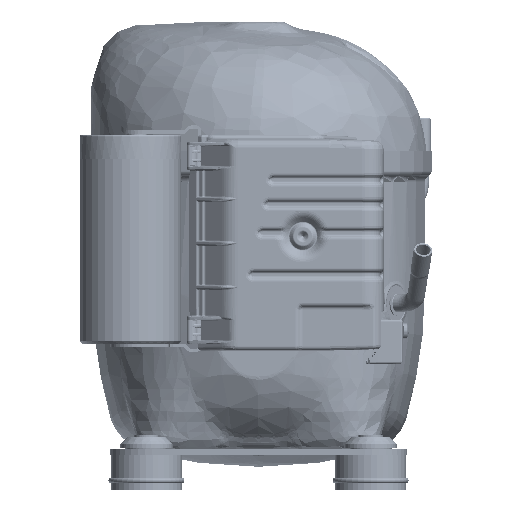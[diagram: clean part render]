
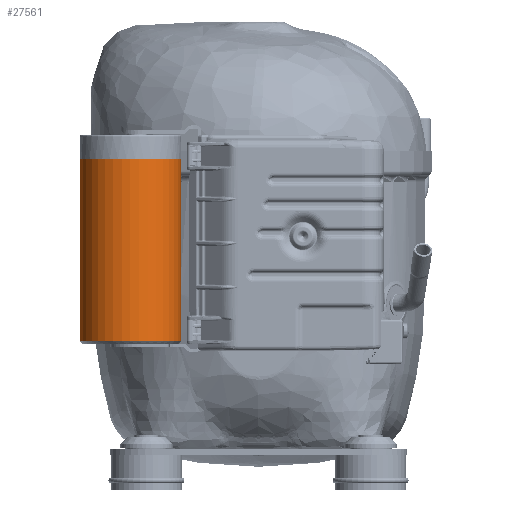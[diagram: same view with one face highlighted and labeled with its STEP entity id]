
A CAD part, front view. The second image highlights one B-rep face of the part: STEP entity #27561.
In plain terms, the highlighted cylindrical face has radius 23 mm (diameter 46 mm), a full revolution.
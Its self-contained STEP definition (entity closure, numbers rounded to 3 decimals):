
#21539=FACE_BOUND('',#41095,.T.);
#21540=FACE_BOUND('',#41096,.T.);
#27561=ADVANCED_FACE('',(#21539,#21540),#28911,.T.);
#28911=CYLINDRICAL_SURFACE('',#109698,23.);
#41095=EDGE_LOOP('',(#73396));
#41096=EDGE_LOOP('',(#73397));
#43961=CIRCLE('',#109695,23.);
#43962=CIRCLE('',#109697,23.);
#73396=ORIENTED_EDGE('',*,*,#97526,.T.);
#73397=ORIENTED_EDGE('',*,*,#97525,.T.);
#82790=VERTEX_POINT('',#264826);
#82791=VERTEX_POINT('',#264829);
#97525=EDGE_CURVE('',#82790,#82790,#43961,.T.);
#97526=EDGE_CURVE('',#82791,#82791,#43962,.T.);
#109695=AXIS2_PLACEMENT_3D('',#264825,#131985,#131986);
#109697=AXIS2_PLACEMENT_3D('',#264828,#131989,#131990);
#109698=AXIS2_PLACEMENT_3D('',#264830,#131991,#131992);
#131985=DIRECTION('',(0.,0.,-1.));
#131986=DIRECTION('',(0.,-1.,0.));
#131989=DIRECTION('',(0.,0.,1.));
#131990=DIRECTION('',(0.,1.,0.));
#131991=DIRECTION('',(0.,0.,1.));
#131992=DIRECTION('',(0.,1.,0.));
#264825=CARTESIAN_POINT('',(-58.053,-120.165,-3.711));
#264826=CARTESIAN_POINT('',(-58.053,-143.165,-3.711));
#264828=CARTESIAN_POINT('',(-58.053,-120.165,-86.211));
#264829=CARTESIAN_POINT('',(-58.053,-97.165,-86.211));
#264830=CARTESIAN_POINT('',(-58.053,-120.165,-88.711));
